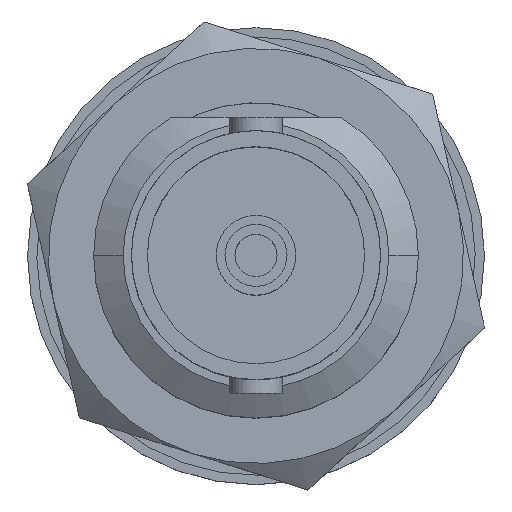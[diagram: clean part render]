
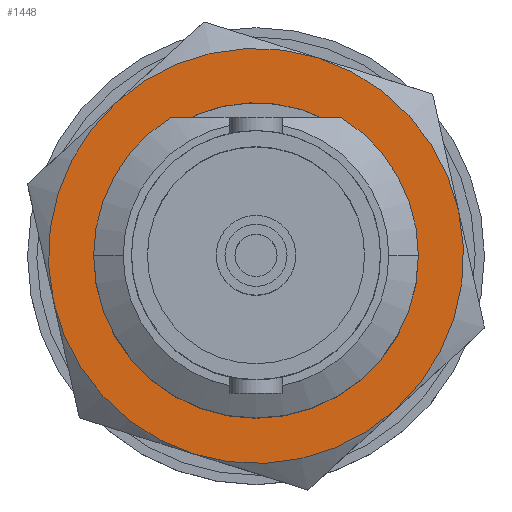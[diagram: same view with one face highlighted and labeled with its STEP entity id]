
A CAD part, top view. The second image highlights one B-rep face of the part: STEP entity #1448.
In plain terms, the highlighted face is planar.
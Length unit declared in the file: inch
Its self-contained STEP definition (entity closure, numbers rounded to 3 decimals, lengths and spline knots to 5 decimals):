
#1376 = EDGE_CURVE ( 'NONE', #1377, #1378, #4998, .T. ) ;
#1377 = VERTEX_POINT ( 'NONE', #4993 ) ;
#1378 = VERTEX_POINT ( 'NONE', #4992 ) ;
#1400 = VERTEX_POINT ( 'NONE', #5023 ) ;
#1413 = VERTEX_POINT ( 'NONE', #5042 ) ;
#1429 = VERTEX_POINT ( 'NONE', #5114 ) ;
#1446 = ORIENTED_EDGE ( 'NONE', *, *, #1376, .T. ) ;
#1448 = ADVANCED_FACE ( 'Face1', ( #5136, #5135 ), #5133, .T. ) ;
#1459 = VERTEX_POINT ( 'NONE', #5154 ) ;
#1472 = VERTEX_POINT ( 'NONE', #5220 ) ;
#1480 = VERTEX_POINT ( 'NONE', #5210 ) ;
#1489 = ORIENTED_EDGE ( 'NONE', *, *, #1510, .T. ) ;
#1491 = ORIENTED_EDGE ( 'NONE', *, *, #1547, .F. ) ;
#1494 = ORIENTED_EDGE ( 'NONE', *, *, #1495, .T. ) ;
#1495 = EDGE_CURVE ( 'NONE', #1429, #1413, #5297, .T. ) ;
#1507 = ORIENTED_EDGE ( 'NONE', *, *, #1508, .T. ) ;
#1508 = EDGE_CURVE ( 'NONE', #1413, #1400, #5280, .T. ) ;
#1509 = ORIENTED_EDGE ( 'NONE', *, *, #1556, .T. ) ;
#1510 = EDGE_CURVE ( 'NONE', #1480, #1472, #5274, .T. ) ;
#1520 = EDGE_LOOP ( 'NONE', ( #1524, #1446 ) ) ;
#1521 = EDGE_LOOP ( 'NONE', ( #1522, #1489, #1509, #1491, #1494, #1507 ) ) ;
#1522 = ORIENTED_EDGE ( 'NONE', *, *, #1523, .T. ) ;
#1523 = EDGE_CURVE ( 'NONE', #1400, #1480, #5314, .T. ) ;
#1524 = ORIENTED_EDGE ( 'NONE', *, *, #1525, .T. ) ;
#1525 = EDGE_CURVE ( 'NONE', #1378, #1377, #5363, .T. ) ;
#1547 = EDGE_CURVE ( 'NONE', #1429, #1459, #5341, .T. ) ;
#1556 = EDGE_CURVE ( 'NONE', #1472, #1459, #5377, .T. ) ;
#4992 = CARTESIAN_POINT ( 'NONE',  ( 0., -0.05, 0.23065 ) ) ;
#4993 = CARTESIAN_POINT ( 'NONE',  ( 0., -0.05, -0.23065 ) ) ;
#4994 = DIRECTION ( 'NONE',  ( 0., 0., 1. ) ) ;
#4995 = DIRECTION ( 'NONE',  ( 0., 1., 0. ) ) ;
#4996 = CARTESIAN_POINT ( 'NONE',  ( 0., -0.05, 0. ) ) ;
#4997 = AXIS2_PLACEMENT_3D ( 'NONE', #4996, #4995, #4994 ) ;
#4998 = CIRCLE ( 'NONE', #4997, 0.23065 ) ;
#5023 = CARTESIAN_POINT ( 'NONE',  ( -0.27063, -0.05, -0.15625 ) ) ;
#5042 = CARTESIAN_POINT ( 'NONE',  ( -0.27063, -0.05, 0.15625 ) ) ;
#5114 = CARTESIAN_POINT ( 'NONE',  ( 0., -0.05, 0.3125 ) ) ;
#5133 = PLANE ( 'NONE',  #5182 ) ;
#5135 = FACE_OUTER_BOUND ( 'NONE', #1521, .T. ) ;
#5136 = FACE_BOUND ( 'NONE', #1520, .T. ) ;
#5154 = CARTESIAN_POINT ( 'NONE',  ( 0.27063, -0.05, 0.15625 ) ) ;
#5179 = DIRECTION ( 'NONE',  ( 0., 0., -1. ) ) ;
#5180 = DIRECTION ( 'NONE',  ( 0., -1., 0. ) ) ;
#5181 = CARTESIAN_POINT ( 'NONE',  ( -0.54127, -0.05, 0.3125 ) ) ;
#5182 = AXIS2_PLACEMENT_3D ( 'NONE', #5181, #5180, #5179 ) ;
#5210 = CARTESIAN_POINT ( 'NONE',  ( 0., -0.05, -0.3125 ) ) ;
#5220 = CARTESIAN_POINT ( 'NONE',  ( 0.27063, -0.05, -0.15625 ) ) ;
#5270 = DIRECTION ( 'NONE',  ( 0., 0., -1. ) ) ;
#5271 = DIRECTION ( 'NONE',  ( 0., -1., 0. ) ) ;
#5272 = CARTESIAN_POINT ( 'NONE',  ( 0., -0.05, 0. ) ) ;
#5273 = AXIS2_PLACEMENT_3D ( 'NONE', #5272, #5271, #5270 ) ;
#5274 = CIRCLE ( 'NONE', #5273, 0.3125 ) ;
#5276 = DIRECTION ( 'NONE',  ( 0., 0., -1. ) ) ;
#5277 = DIRECTION ( 'NONE',  ( 0., -1., 0. ) ) ;
#5278 = CARTESIAN_POINT ( 'NONE',  ( 0., -0.05, 0. ) ) ;
#5279 = AXIS2_PLACEMENT_3D ( 'NONE', #5278, #5277, #5276 ) ;
#5280 = CIRCLE ( 'NONE', #5279, 0.3125 ) ;
#5293 = DIRECTION ( 'NONE',  ( 0., 0., -1. ) ) ;
#5294 = DIRECTION ( 'NONE',  ( 0., -1., 0. ) ) ;
#5295 = CARTESIAN_POINT ( 'NONE',  ( 0., -0.05, 0. ) ) ;
#5296 = AXIS2_PLACEMENT_3D ( 'NONE', #5295, #5294, #5293 ) ;
#5297 = CIRCLE ( 'NONE', #5296, 0.3125 ) ;
#5302 = DIRECTION ( 'NONE',  ( 0., 0., -1. ) ) ;
#5303 = DIRECTION ( 'NONE',  ( 0., -1., 0. ) ) ;
#5304 = AXIS2_PLACEMENT_3D ( 'NONE', #5315, #5303, #5302 ) ;
#5305 = CARTESIAN_POINT ( 'NONE',  ( 0., -0.05, 0. ) ) ;
#5314 = CIRCLE ( 'NONE', #5304, 0.3125 ) ;
#5315 = CARTESIAN_POINT ( 'NONE',  ( 0., -0.05, 0. ) ) ;
#5338 = DIRECTION ( 'NONE',  ( 0., 0., 1. ) ) ;
#5339 = DIRECTION ( 'NONE',  ( 0., 1., 0. ) ) ;
#5340 = AXIS2_PLACEMENT_3D ( 'NONE', #5346, #5339, #5338 ) ;
#5341 = CIRCLE ( 'NONE', #5340, 0.3125 ) ;
#5346 = CARTESIAN_POINT ( 'NONE',  ( 0., -0.05, 0. ) ) ;
#5360 = DIRECTION ( 'NONE',  ( 0., 0., 1. ) ) ;
#5361 = DIRECTION ( 'NONE',  ( 0., 1., 0. ) ) ;
#5362 = AXIS2_PLACEMENT_3D ( 'NONE', #5305, #5361, #5360 ) ;
#5363 = CIRCLE ( 'NONE', #5362, 0.23065 ) ;
#5369 = DIRECTION ( 'NONE',  ( 0., 0., -1. ) ) ;
#5370 = DIRECTION ( 'NONE',  ( 0., -1., 0. ) ) ;
#5371 = CARTESIAN_POINT ( 'NONE',  ( 0., -0.05, 0. ) ) ;
#5372 = AXIS2_PLACEMENT_3D ( 'NONE', #5371, #5370, #5369 ) ;
#5377 = CIRCLE ( 'NONE', #5372, 0.3125 ) ;
